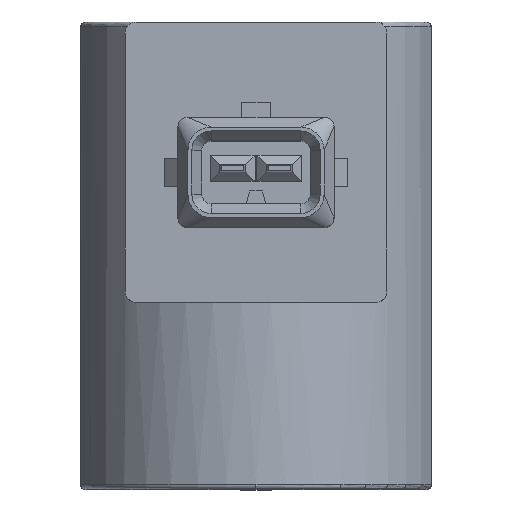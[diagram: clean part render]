
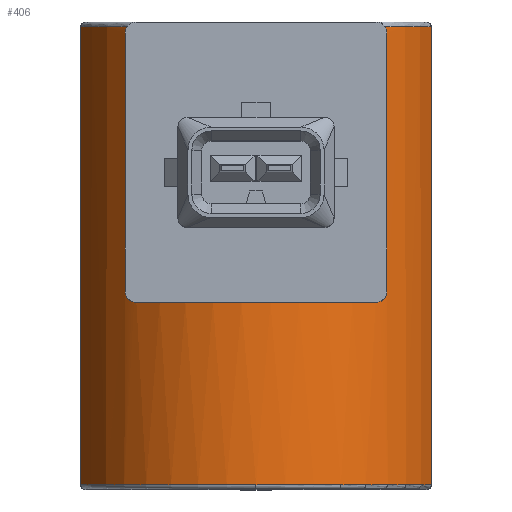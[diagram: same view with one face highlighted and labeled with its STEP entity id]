
A CAD part, top view. The second image highlights one B-rep face of the part: STEP entity #406.
In plain terms, the highlighted cylindrical face has radius 19.5 mm (diameter 39 mm), a partial arc.
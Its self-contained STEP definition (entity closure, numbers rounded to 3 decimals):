
#1 = VERTEX_POINT ( 'NONE', #414 ) ;
#13 = CARTESIAN_POINT ( 'NONE',  ( 18.75, 49.5, 5.356 ) ) ;
#16 = AXIS2_PLACEMENT_3D ( 'NONE', #379, #2448, #1724 ) ;
#24 = DIRECTION ( 'NONE',  ( 0., -1., 0. ) ) ;
#77 = DIRECTION ( 'NONE',  ( 0., 0., 1. ) ) ;
#103 = CARTESIAN_POINT ( 'NONE',  ( -12.8, 20., 14.711 ) ) ;
#114 = ORIENTED_EDGE ( 'NONE', *, *, #1087, .T. ) ;
#117 = EDGE_CURVE ( 'NONE', #1140, #1609, #3314, .T. ) ;
#119 = DIRECTION ( 'NONE',  ( 0., -1., 0. ) ) ;
#129 = LINE ( 'NONE', #3148, #1628 ) ;
#135 = CARTESIAN_POINT ( 'NONE',  ( -18.75, 49.5, 5.356 ) ) ;
#143 = CARTESIAN_POINT ( 'NONE',  ( -13.978, 49.063, 13.597 ) ) ;
#147 = EDGE_CURVE ( 'NONE', #1734, #1644, #521, .T. ) ;
#220 = EDGE_CURVE ( 'NONE', #918, #1609, #974, .T. ) ;
#245 = ORIENTED_EDGE ( 'NONE', *, *, #2312, .T. ) ;
#267 = CARTESIAN_POINT ( 'NONE',  ( 14., 48.933, 13.574 ) ) ;
#368 = CARTESIAN_POINT ( 'NONE',  ( 14., 21.01, 13.574 ) ) ;
#373 = ORIENTED_EDGE ( 'NONE', *, *, #3295, .T. ) ;
#379 = CARTESIAN_POINT ( 'NONE',  ( 0., 0.5, 0. ) ) ;
#380 = CARTESIAN_POINT ( 'NONE',  ( -13.775, 49.5, 13.802 ) ) ;
#391 = CARTESIAN_POINT ( 'NONE',  ( 14., 48.8, 13.574 ) ) ;
#393 = CARTESIAN_POINT ( 'NONE',  ( 13.954, 20.828, 13.622 ) ) ;
#406 = ADVANCED_FACE ( 'NONE', ( #1476 ), #3095, .T. ) ;
#414 = CARTESIAN_POINT ( 'NONE',  ( -13.775, 49.5, 13.802 ) ) ;
#429 = CARTESIAN_POINT ( 'NONE',  ( -18.75, 0.5, 5.356 ) ) ;
#486 = CARTESIAN_POINT ( 'NONE',  ( -13.953, 20.826, 13.622 ) ) ;
#521 = CIRCLE ( 'NONE', #1502, 19.5 ) ;
#541 = CARTESIAN_POINT ( 'NONE',  ( -14., 50., 13.574 ) ) ;
#547 = CARTESIAN_POINT ( 'NONE',  ( 0., 49.5, 0. ) ) ;
#557 = VECTOR ( 'NONE', #119, 1000. ) ;
#593 = CARTESIAN_POINT ( 'NONE',  ( 0., 49.5, 0. ) ) ;
#645 = EDGE_CURVE ( 'NONE', #1901, #1644, #3013, .T. ) ;
#648 = B_SPLINE_CURVE_WITH_KNOTS ( 'NONE', 3,
 ( #2875, #3171, #1849, #1589, #267, #802 ),
 .UNSPECIFIED., .F., .F.,
 ( 4, 2, 4 ),
 ( 0.001, 0.002, 0.002 ),
 .UNSPECIFIED. ) ;
#667 = ORIENTED_EDGE ( 'NONE', *, *, #1361, .T. ) ;
#678 = CARTESIAN_POINT ( 'NONE',  ( 13.472, 20.194, 14.099 ) ) ;
#693 = ORIENTED_EDGE ( 'NONE', *, *, #645, .F. ) ;
#703 = CARTESIAN_POINT ( 'NONE',  ( 12.8, 20., 14.711 ) ) ;
#705 = DIRECTION ( 'NONE',  ( 0., 1., 0. ) ) ;
#778 = CARTESIAN_POINT ( 'NONE',  ( 0., 20., 0. ) ) ;
#801 = EDGE_CURVE ( 'NONE', #2369, #1140, #1346, .T. ) ;
#802 = CARTESIAN_POINT ( 'NONE',  ( 14., 48.8, 13.574 ) ) ;
#822 = ORIENTED_EDGE ( 'NONE', *, *, #1881, .T. ) ;
#903 = CARTESIAN_POINT ( 'NONE',  ( 13.701, 20.394, 13.876 ) ) ;
#918 = VERTEX_POINT ( 'NONE', #103 ) ;
#933 = CARTESIAN_POINT ( 'NONE',  ( -13.08, 20.024, 14.464 ) ) ;
#940 = CARTESIAN_POINT ( 'NONE',  ( 13.081, 20.025, 14.463 ) ) ;
#960 = CARTESIAN_POINT ( 'NONE',  ( 0., 50., 0. ) ) ;
#974 = CIRCLE ( 'NONE', #1914, 19.5 ) ;
#986 = B_SPLINE_CURVE_WITH_KNOTS ( 'NONE', 3,
 ( #1747, #1702, #143, #2007, #1178, #380 ),
 .UNSPECIFIED., .F., .F.,
 ( 4, 2, 4 ),
 ( 0., 0., 0.001 ),
 .UNSPECIFIED. ) ;
#992 = VERTEX_POINT ( 'NONE', #1997 ) ;
#1002 = CARTESIAN_POINT ( 'NONE',  ( 18.75, 0.5, 5.356 ) ) ;
#1029 = CARTESIAN_POINT ( 'NONE',  ( -14., 21.01, 13.574 ) ) ;
#1058 = CARTESIAN_POINT ( 'NONE',  ( 18.75, 50., 5.356 ) ) ;
#1071 = ORIENTED_EDGE ( 'NONE', *, *, #147, .T. ) ;
#1087 = EDGE_CURVE ( 'NONE', #918, #992, #1251, .T. ) ;
#1140 = VERTEX_POINT ( 'NONE', #3334 ) ;
#1159 = CIRCLE ( 'NONE', #2493, 19.5 ) ;
#1167 = CARTESIAN_POINT ( 'NONE',  ( 13.348, 20.123, 14.217 ) ) ;
#1178 = CARTESIAN_POINT ( 'NONE',  ( -13.841, 49.408, 13.737 ) ) ;
#1251 = B_SPLINE_CURVE_WITH_KNOTS ( 'NONE', 3,
 ( #2494, #1987, #933, #1472, #3278, #3044, #2337, #486, #1029, #2844 ),
 .UNSPECIFIED., .F., .F.,
 ( 4, 2, 2, 2, 4 ),
 ( 0., 0.001, 0.001, 0.002, 0.002 ),
 .UNSPECIFIED. ) ;
#1256 = CARTESIAN_POINT ( 'NONE',  ( 12.942, 20., 14.587 ) ) ;
#1275 = DIRECTION ( 'NONE',  ( 0., 1., 0. ) ) ;
#1315 = EDGE_CURVE ( 'NONE', #992, #2645, #1430, .T. ) ;
#1343 = VECTOR ( 'NONE', #2897, 1000. ) ;
#1346 = LINE ( 'NONE', #2746, #557 ) ;
#1361 = EDGE_CURVE ( 'NONE', #1, #2989, #1511, .T. ) ;
#1367 = ORIENTED_EDGE ( 'NONE', *, *, #220, .F. ) ;
#1430 = LINE ( 'NONE', #541, #1343 ) ;
#1431 = VECTOR ( 'NONE', #1823, 1000. ) ;
#1472 = CARTESIAN_POINT ( 'NONE',  ( -13.347, 20.122, 14.218 ) ) ;
#1476 = FACE_OUTER_BOUND ( 'NONE', #1678, .T. ) ;
#1502 = AXIS2_PLACEMENT_3D ( 'NONE', #2527, #705, #3342 ) ;
#1511 = CIRCLE ( 'NONE', #2937, 19.5 ) ;
#1589 = CARTESIAN_POINT ( 'NONE',  ( 13.977, 49.064, 13.597 ) ) ;
#1592 = DIRECTION ( 'NONE',  ( 0., 0., 1. ) ) ;
#1609 = VERTEX_POINT ( 'NONE', #703 ) ;
#1628 = VECTOR ( 'NONE', #1862, 1000. ) ;
#1644 = VERTEX_POINT ( 'NONE', #1002 ) ;
#1678 = EDGE_LOOP ( 'NONE', ( #373, #3392, #1071, #693, #2148, #822, #2423, #2333, #1367, #114, #1973, #245, #667 ) ) ;
#1692 = VERTEX_POINT ( 'NONE', #429 ) ;
#1702 = CARTESIAN_POINT ( 'NONE',  ( -14., 48.933, 13.574 ) ) ;
#1724 = DIRECTION ( 'NONE',  ( 0., 0., 1. ) ) ;
#1734 = VERTEX_POINT ( 'NONE', #2356 ) ;
#1747 = CARTESIAN_POINT ( 'NONE',  ( -14., 48.8, 13.574 ) ) ;
#1816 = CARTESIAN_POINT ( 'NONE',  ( -14., 48.8, 13.574 ) ) ;
#1823 = DIRECTION ( 'NONE',  ( 0., -1., 0. ) ) ;
#1849 = CARTESIAN_POINT ( 'NONE',  ( 13.898, 49.301, 13.679 ) ) ;
#1862 = DIRECTION ( 'NONE',  ( 0., -1., 0. ) ) ;
#1881 = EDGE_CURVE ( 'NONE', #3143, #2369, #648, .T. ) ;
#1883 = EDGE_CURVE ( 'NONE', #1901, #3143, #1159, .T. ) ;
#1901 = VERTEX_POINT ( 'NONE', #13 ) ;
#1914 = AXIS2_PLACEMENT_3D ( 'NONE', #778, #1275, #1592 ) ;
#1955 = CIRCLE ( 'NONE', #16, 19.5 ) ;
#1960 = CARTESIAN_POINT ( 'NONE',  ( 14., 21.2, 13.574 ) ) ;
#1973 = ORIENTED_EDGE ( 'NONE', *, *, #1315, .T. ) ;
#1987 = CARTESIAN_POINT ( 'NONE',  ( -12.942, 20., 14.587 ) ) ;
#1997 = CARTESIAN_POINT ( 'NONE',  ( -14., 21.2, 13.574 ) ) ;
#2007 = CARTESIAN_POINT ( 'NONE',  ( -13.898, 49.301, 13.679 ) ) ;
#2148 = ORIENTED_EDGE ( 'NONE', *, *, #1883, .T. ) ;
#2239 = CARTESIAN_POINT ( 'NONE',  ( 13.803, 20.519, 13.775 ) ) ;
#2244 = DIRECTION ( 'NONE',  ( 0., -1., 0. ) ) ;
#2262 = DIRECTION ( 'NONE',  ( 0., 0., -1. ) ) ;
#2312 = EDGE_CURVE ( 'NONE', #2645, #1, #986, .T. ) ;
#2333 = ORIENTED_EDGE ( 'NONE', *, *, #117, .T. ) ;
#2337 = CARTESIAN_POINT ( 'NONE',  ( -13.801, 20.516, 13.776 ) ) ;
#2356 = CARTESIAN_POINT ( 'NONE',  ( 0., 0.5, 19.5 ) ) ;
#2369 = VERTEX_POINT ( 'NONE', #391 ) ;
#2423 = ORIENTED_EDGE ( 'NONE', *, *, #801, .T. ) ;
#2448 = DIRECTION ( 'NONE',  ( 0., 1., 0. ) ) ;
#2493 = AXIS2_PLACEMENT_3D ( 'NONE', #547, #24, #2892 ) ;
#2494 = CARTESIAN_POINT ( 'NONE',  ( -12.8, 20., 14.711 ) ) ;
#2527 = CARTESIAN_POINT ( 'NONE',  ( 0., 0.5, 0. ) ) ;
#2645 = VERTEX_POINT ( 'NONE', #1816 ) ;
#2746 = CARTESIAN_POINT ( 'NONE',  ( 14., 50., 13.574 ) ) ;
#2793 = AXIS2_PLACEMENT_3D ( 'NONE', #960, #2244, #2262 ) ;
#2844 = CARTESIAN_POINT ( 'NONE',  ( -14., 21.2, 13.574 ) ) ;
#2875 = CARTESIAN_POINT ( 'NONE',  ( 13.775, 49.5, 13.802 ) ) ;
#2892 = DIRECTION ( 'NONE',  ( 0., 0., 1. ) ) ;
#2897 = DIRECTION ( 'NONE',  ( 0., 1., 0. ) ) ;
#2937 = AXIS2_PLACEMENT_3D ( 'NONE', #593, #3185, #77 ) ;
#2989 = VERTEX_POINT ( 'NONE', #135 ) ;
#3013 = LINE ( 'NONE', #1058, #1431 ) ;
#3033 = CARTESIAN_POINT ( 'NONE',  ( 13.775, 49.5, 13.802 ) ) ;
#3044 = CARTESIAN_POINT ( 'NONE',  ( -13.698, 20.39, 13.879 ) ) ;
#3084 = CARTESIAN_POINT ( 'NONE',  ( 12.8, 20., 14.711 ) ) ;
#3095 = CYLINDRICAL_SURFACE ( 'NONE', #2793, 19.5 ) ;
#3143 = VERTEX_POINT ( 'NONE', #3033 ) ;
#3148 = CARTESIAN_POINT ( 'NONE',  ( -18.75, 50., 5.356 ) ) ;
#3171 = CARTESIAN_POINT ( 'NONE',  ( 13.841, 49.408, 13.736 ) ) ;
#3185 = DIRECTION ( 'NONE',  ( 0., -1., 0. ) ) ;
#3278 = CARTESIAN_POINT ( 'NONE',  ( -13.472, 20.194, 14.099 ) ) ;
#3295 = EDGE_CURVE ( 'NONE', #2989, #1692, #129, .T. ) ;
#3309 = EDGE_CURVE ( 'NONE', #1692, #1734, #1955, .T. ) ;
#3314 = B_SPLINE_CURVE_WITH_KNOTS ( 'NONE', 3,
 ( #1960, #368, #393, #2239, #903, #678, #1167, #940, #1256, #3084 ),
 .UNSPECIFIED., .F., .F.,
 ( 4, 2, 2, 2, 4 ),
 ( 0., 0.001, 0.001, 0.002, 0.002 ),
 .UNSPECIFIED. ) ;
#3334 = CARTESIAN_POINT ( 'NONE',  ( 14., 21.2, 13.574 ) ) ;
#3342 = DIRECTION ( 'NONE',  ( 0., 0., 1. ) ) ;
#3392 = ORIENTED_EDGE ( 'NONE', *, *, #3309, .T. ) ;
